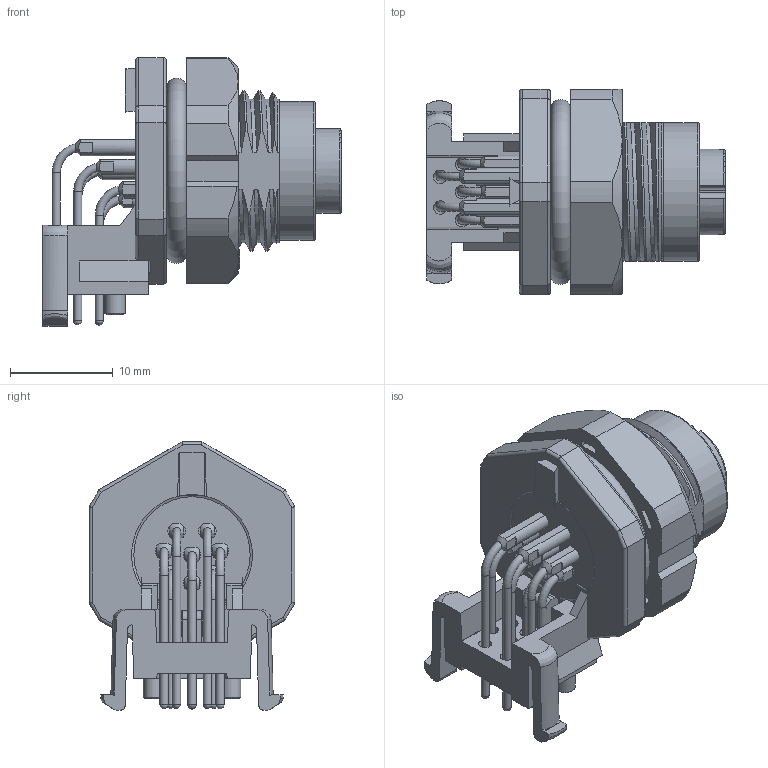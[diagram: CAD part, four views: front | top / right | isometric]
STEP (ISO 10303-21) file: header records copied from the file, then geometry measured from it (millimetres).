
FILE_DESCRIPTION(/* description */ ('Unknown'),/* implementation_level */ '2;1');
FILE_NAME(/* name */ '643240100408',/* time_stamp */ '2022-09-19T16:20:38+02:00',/* author */ ('Unknown'),/* organization */ ('Unknown'),/* preprocessor_version */ 'ST-DEVELOPER v18.102',/* originating_system */ 'Solid Edge',/* authorisation */ 'Unknown');
FILE_SCHEMA (('AUTOMOTIVE_DESIGN {1 0 10303 214 3 1 1}'));
Length unit declared in the file: millimetre
Products named in the file (13): 6432401004xx; 643240100408; 643xx01004xx_Mating O-Ring; 6432401004xx_Shell; 643240100408_Pin1; 6432401004xx_Resin; 643240100408_Pin5; 643xx01004xx_Panel O-Ring; 643240100408_Pin3; 643240100408_Pin4; 643xx01004xx_Panel Nut; 6432x0100408_Pin Holder; 643240100408_Pin8
Assembly tree (15 placements, depth 2):
  6432401004xx
    643240100408
    643xx01004xx_Mating O-Ring
    6432401004xx_Shell
    643240100408_Pin1  x2
    6432401004xx_Resin
    643240100408_Pin5
    643xx01004xx_Panel O-Ring
    643240100408_Pin3  x2
    643240100408_Pin4  x2
    643xx01004xx_Panel Nut
    6432x0100408_Pin Holder
    643240100408_Pin8
Bounding box: 29 x 20 x 26.1 mm (x, y, z)
Volume: 4630.3 mm3; surface area: 7542.4 mm2
Topology: 15 solids, 15 shells, 904 faces, 2444 edges, 1611 vertices
Faces by surface type: plane 527, cylinder 238, cone 67, bspline 46, torus 18, sphere 8
Full cylindrical faces by diameter (mm): 0.8 x24, 1 x8, 1.4 x16, 1.45 x8, 1.7 x8, 2 x2, 8.3 x1, 8.74 x4, 9.14 x2, 10.58 x1, 10.6 x1, 12 x7, 13.5 x1, 16 x3
Entity records: 31716 total; most frequent: CARTESIAN_POINT 12388, ORIENTED_EDGE 3924, DIRECTION 3739, EDGE_CURVE 1962, VERTEX_POINT 1348, AXIS2_PLACEMENT_3D 1255, LINE 1229, VECTOR 1229
